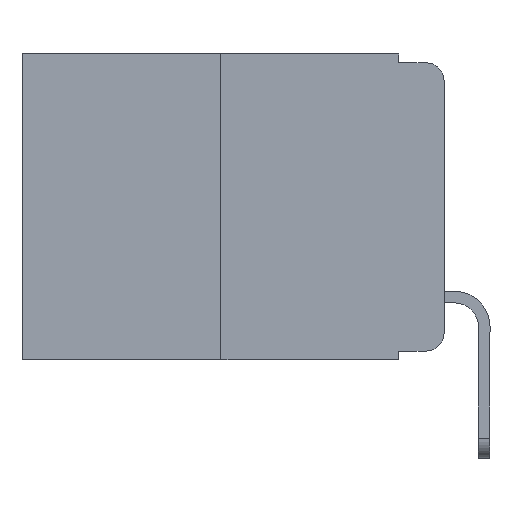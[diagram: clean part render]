
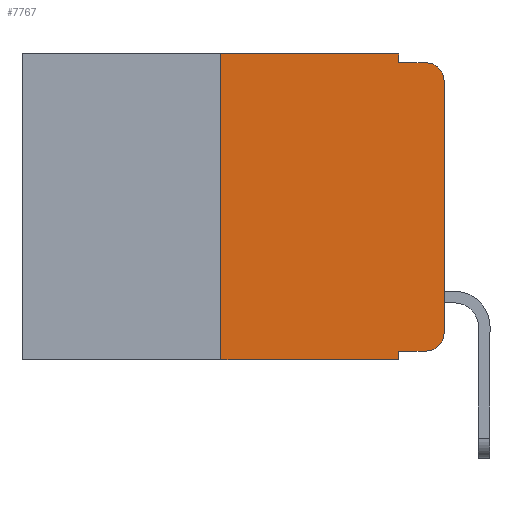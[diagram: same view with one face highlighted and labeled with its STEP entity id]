
A CAD part, left-side view. The second image highlights one B-rep face of the part: STEP entity #7767.
In plain terms, the highlighted planar face has unit normal (-1, 0, 0).
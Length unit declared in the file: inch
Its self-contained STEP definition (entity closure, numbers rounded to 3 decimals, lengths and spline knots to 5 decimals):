
#79 = CARTESIAN_POINT ( 'NONE',  ( 0., 0.473, 0. ) ) ;
#95 = VERTEX_POINT ( 'NONE', #2976 ) ;
#442 = DIRECTION ( 'NONE',  ( 0., 0., -1. ) ) ;
#725 = DIRECTION ( 'NONE',  ( 0., 0., -1. ) ) ;
#767 = CARTESIAN_POINT ( 'NONE',  ( 0., 0.051, -0.333 ) ) ;
#1356 = CARTESIAN_POINT ( 'NONE',  ( 0., 0.02, -0.313 ) ) ;
#1502 = CARTESIAN_POINT ( 'NONE',  ( 0., 0.051, 0. ) ) ;
#1606 = CARTESIAN_POINT ( 'NONE',  ( 0., 0., -0.03 ) ) ;
#1844 = CARTESIAN_POINT ( 'NONE',  ( 0., 0.02, -0.03 ) ) ;
#2021 = AXIS2_PLACEMENT_3D ( 'NONE', #1356, #8964, #725 ) ;
#2090 = ORIENTED_EDGE ( 'NONE', *, *, #7430, .T. ) ;
#2174 = LINE ( 'NONE', #9962, #9205 ) ;
#2178 = LINE ( 'NONE', #2348, #9802 ) ;
#2249 = CARTESIAN_POINT ( 'NONE',  ( 0., 0.25, 0. ) ) ;
#2348 = CARTESIAN_POINT ( 'NONE',  ( 0., 0.473, -0.343 ) ) ;
#2355 = EDGE_CURVE ( 'NONE', #7386, #7597, #10155, .T. ) ;
#2424 = CARTESIAN_POINT ( 'NONE',  ( 0., 0.02, -0.01 ) ) ;
#2477 = LINE ( 'NONE', #10596, #9791 ) ;
#2832 = DIRECTION ( 'NONE',  ( 0., 0., -1. ) ) ;
#2863 = ORIENTED_EDGE ( 'NONE', *, *, #8084, .T. ) ;
#2881 = ORIENTED_EDGE ( 'NONE', *, *, #4328, .T. ) ;
#2976 = CARTESIAN_POINT ( 'NONE',  ( 0., 0.051, 0. ) ) ;
#3439 = LINE ( 'NONE', #767, #5954 ) ;
#3552 = LINE ( 'NONE', #1502, #5471 ) ;
#3574 = CIRCLE ( 'NONE', #5086, 0.02 ) ;
#3680 = CARTESIAN_POINT ( 'NONE',  ( 0., 0.051, -0.01 ) ) ;
#3721 = VERTEX_POINT ( 'NONE', #9949 ) ;
#3747 = DIRECTION ( 'NONE',  ( 0., 0., -1. ) ) ;
#3763 = ORIENTED_EDGE ( 'NONE', *, *, #7735, .T. ) ;
#3837 = CARTESIAN_POINT ( 'NONE',  ( 0., 0.051, 0. ) ) ;
#3898 = VERTEX_POINT ( 'NONE', #2424 ) ;
#3901 = DIRECTION ( 'NONE',  ( 0., -1., 0. ) ) ;
#4284 = DIRECTION ( 'NONE',  ( 0., -1., 0. ) ) ;
#4328 = EDGE_CURVE ( 'NONE', #12153, #7386, #3439, .T. ) ;
#4387 = ORIENTED_EDGE ( 'NONE', *, *, #6486, .F. ) ;
#4736 = CARTESIAN_POINT ( 'NONE',  ( 0., 0.051, -0.333 ) ) ;
#4780 = VECTOR ( 'NONE', #3747, 39.37008 ) ;
#4965 = EDGE_CURVE ( 'NONE', #12153, #7141, #5084, .T. ) ;
#5084 = LINE ( 'NONE', #3837, #4780 ) ;
#5086 = AXIS2_PLACEMENT_3D ( 'NONE', #1844, #8522, #2832 ) ;
#5152 = ORIENTED_EDGE ( 'NONE', *, *, #2355, .T. ) ;
#5471 = VECTOR ( 'NONE', #11441, 39.37008 ) ;
#5569 = EDGE_CURVE ( 'NONE', #3721, #8254, #2174, .T. ) ;
#5856 = DIRECTION ( 'NONE',  ( 0., 0., 1. ) ) ;
#5954 = VECTOR ( 'NONE', #11025, 39.37008 ) ;
#5955 = LINE ( 'NONE', #11379, #8770 ) ;
#6199 = EDGE_CURVE ( 'NONE', #95, #11584, #3552, .T. ) ;
#6228 = DIRECTION ( 'NONE',  ( 1., 0., 0. ) ) ;
#6486 = EDGE_CURVE ( 'NONE', #8254, #95, #7497, .T. ) ;
#6643 = FACE_OUTER_BOUND ( 'NONE', #8949, .T. ) ;
#6812 = EDGE_CURVE ( 'NONE', #11584, #3898, #5955, .T. ) ;
#7141 = VERTEX_POINT ( 'NONE', #7334 ) ;
#7334 = CARTESIAN_POINT ( 'NONE',  ( 0., 0.051, -0.343 ) ) ;
#7386 = VERTEX_POINT ( 'NONE', #8426 ) ;
#7430 = EDGE_CURVE ( 'NONE', #9695, #3898, #3574, .T. ) ;
#7497 = LINE ( 'NONE', #79, #9467 ) ;
#7597 = VERTEX_POINT ( 'NONE', #7823 ) ;
#7735 = EDGE_CURVE ( 'NONE', #3721, #7141, #2178, .T. ) ;
#7767 = ADVANCED_FACE ( 'NONE', ( #6643 ), #9063, .F. ) ;
#7823 = CARTESIAN_POINT ( 'NONE',  ( 0., 0., -0.313 ) ) ;
#8084 = EDGE_CURVE ( 'NONE', #7597, #9695, #2477, .T. ) ;
#8254 = VERTEX_POINT ( 'NONE', #2249 ) ;
#8426 = CARTESIAN_POINT ( 'NONE',  ( 0., 0.02, -0.333 ) ) ;
#8522 = DIRECTION ( 'NONE',  ( -1., 0., 0. ) ) ;
#8770 = VECTOR ( 'NONE', #10614, 39.37008 ) ;
#8949 = EDGE_LOOP ( 'NONE', ( #2863, #2090, #9414, #11320, #4387, #11045, #3763, #9568, #2881, #5152 ) ) ;
#8964 = DIRECTION ( 'NONE',  ( -1., 0., 0. ) ) ;
#9063 = PLANE ( 'NONE',  #11170 ) ;
#9205 = VECTOR ( 'NONE', #10497, 39.37008 ) ;
#9414 = ORIENTED_EDGE ( 'NONE', *, *, #6812, .F. ) ;
#9467 = VECTOR ( 'NONE', #3901, 39.37008 ) ;
#9568 = ORIENTED_EDGE ( 'NONE', *, *, #4965, .F. ) ;
#9695 = VERTEX_POINT ( 'NONE', #1606 ) ;
#9791 = VECTOR ( 'NONE', #5856, 39.37008 ) ;
#9802 = VECTOR ( 'NONE', #4284, 39.37008 ) ;
#9949 = CARTESIAN_POINT ( 'NONE',  ( 0., 0.25, -0.343 ) ) ;
#9962 = CARTESIAN_POINT ( 'NONE',  ( 0., 0.25, 0. ) ) ;
#10030 = CARTESIAN_POINT ( 'NONE',  ( 0., 0.473, 0. ) ) ;
#10155 = CIRCLE ( 'NONE', #2021, 0.02 ) ;
#10497 = DIRECTION ( 'NONE',  ( 0., 0., 1. ) ) ;
#10596 = CARTESIAN_POINT ( 'NONE',  ( 0., 0., 0. ) ) ;
#10614 = DIRECTION ( 'NONE',  ( 0., -1., 0. ) ) ;
#11025 = DIRECTION ( 'NONE',  ( 0., -1., 0. ) ) ;
#11045 = ORIENTED_EDGE ( 'NONE', *, *, #5569, .F. ) ;
#11170 = AXIS2_PLACEMENT_3D ( 'NONE', #10030, #6228, #442 ) ;
#11320 = ORIENTED_EDGE ( 'NONE', *, *, #6199, .F. ) ;
#11379 = CARTESIAN_POINT ( 'NONE',  ( 0., 0.051, -0.01 ) ) ;
#11441 = DIRECTION ( 'NONE',  ( 0., 0., -1. ) ) ;
#11584 = VERTEX_POINT ( 'NONE', #3680 ) ;
#12153 = VERTEX_POINT ( 'NONE', #4736 ) ;
